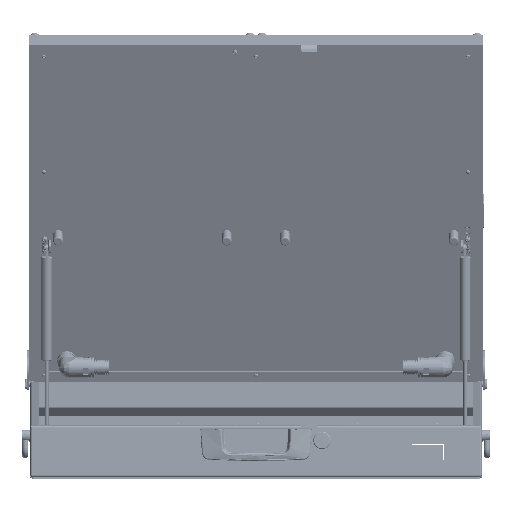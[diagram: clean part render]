
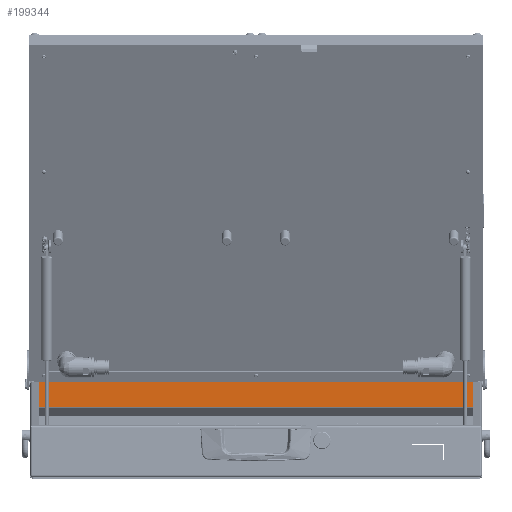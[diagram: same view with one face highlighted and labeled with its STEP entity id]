
A CAD part, top view. The second image highlights one B-rep face of the part: STEP entity #199344.
In plain terms, the highlighted planar face has unit normal (0, 0, 1).
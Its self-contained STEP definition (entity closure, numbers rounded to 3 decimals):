
#3435 = VERTEX_POINT ( 'NONE', #84865 ) ;
#3795 = VERTEX_POINT ( 'NONE', #110276 ) ;
#3886 = LINE ( 'NONE', #86677, #266772 ) ;
#11065 = CARTESIAN_POINT ( 'NONE',  ( 323., 102.414, -255. ) ) ;
#13509 = DIRECTION ( 'NONE',  ( 1., 0., 0. ) ) ;
#20962 = VECTOR ( 'NONE', #126114, 1000. ) ;
#30146 = VECTOR ( 'NONE', #13509, 1000. ) ;
#31704 = FACE_OUTER_BOUND ( 'NONE', #84256, .T. ) ;
#33028 = PLANE ( 'NONE',  #135233 ) ;
#40324 = LINE ( 'NONE', #123026, #161952 ) ;
#41962 = DIRECTION ( 'NONE',  ( 0., -1., 0. ) ) ;
#44759 = CARTESIAN_POINT ( 'NONE',  ( -323., 138.404, -255. ) ) ;
#46104 = LINE ( 'NONE', #44759, #20962 ) ;
#58454 = ORIENTED_EDGE ( 'NONE', *, *, #67445, .T. ) ;
#67445 = EDGE_CURVE ( 'NONE', #115565, #3435, #40324, .T. ) ;
#75667 = CARTESIAN_POINT ( 'NONE',  ( -323., 102.414, -255. ) ) ;
#81650 = CARTESIAN_POINT ( 'NONE',  ( -323., 138.158, -255. ) ) ;
#82336 = CARTESIAN_POINT ( 'NONE',  ( 323., 138.404, -255. ) ) ;
#84256 = EDGE_LOOP ( 'NONE', ( #136248, #183906, #241671, #204270, #58454, #169272 ) ) ;
#84865 = CARTESIAN_POINT ( 'NONE',  ( -323., 138.404, -255. ) ) ;
#86677 = CARTESIAN_POINT ( 'NONE',  ( 323., 140., -255. ) ) ;
#89430 = CARTESIAN_POINT ( 'NONE',  ( 323., 138.404, -255. ) ) ;
#92687 = DIRECTION ( 'NONE',  ( -1., 0., 0. ) ) ;
#92864 = VECTOR ( 'NONE', #165066, 1000. ) ;
#101346 = EDGE_CURVE ( 'NONE', #126790, #251932, #214697, .T. ) ;
#102735 = LINE ( 'NONE', #82336, #92864 ) ;
#110276 = CARTESIAN_POINT ( 'NONE',  ( 323., 138.158, -255. ) ) ;
#115565 = VERTEX_POINT ( 'NONE', #89430 ) ;
#123026 = CARTESIAN_POINT ( 'NONE',  ( 323., 138.404, -255. ) ) ;
#126114 = DIRECTION ( 'NONE',  ( 0., -1., 0. ) ) ;
#126790 = VERTEX_POINT ( 'NONE', #75667 ) ;
#129526 = EDGE_CURVE ( 'NONE', #115565, #3795, #102735, .T. ) ;
#135233 = AXIS2_PLACEMENT_3D ( 'NONE', #176769, #155116, #92687 ) ;
#136248 = ORIENTED_EDGE ( 'NONE', *, *, #237696, .T. ) ;
#147758 = DIRECTION ( 'NONE',  ( 0., -1., 0. ) ) ;
#155116 = DIRECTION ( 'NONE',  ( 0., 0., -1. ) ) ;
#161362 = LINE ( 'NONE', #165314, #231528 ) ;
#161952 = VECTOR ( 'NONE', #205712, 1000. ) ;
#165066 = DIRECTION ( 'NONE',  ( 0., -1., 0. ) ) ;
#165314 = CARTESIAN_POINT ( 'NONE',  ( -323., 138.404, -255. ) ) ;
#169272 = ORIENTED_EDGE ( 'NONE', *, *, #259552, .T. ) ;
#172953 = VERTEX_POINT ( 'NONE', #81650 ) ;
#176769 = CARTESIAN_POINT ( 'NONE',  ( 323., 138.404, -255. ) ) ;
#183906 = ORIENTED_EDGE ( 'NONE', *, *, #101346, .T. ) ;
#191627 = CARTESIAN_POINT ( 'NONE',  ( 323., 102.414, -255. ) ) ;
#199344 = ADVANCED_FACE ( 'NONE', ( #31704 ), #33028, .F. ) ;
#204270 = ORIENTED_EDGE ( 'NONE', *, *, #129526, .F. ) ;
#205712 = DIRECTION ( 'NONE',  ( -1., 0., 0. ) ) ;
#214697 = LINE ( 'NONE', #191627, #30146 ) ;
#231528 = VECTOR ( 'NONE', #41962, 1000. ) ;
#237696 = EDGE_CURVE ( 'NONE', #172953, #126790, #46104, .T. ) ;
#241671 = ORIENTED_EDGE ( 'NONE', *, *, #261666, .F. ) ;
#251932 = VERTEX_POINT ( 'NONE', #11065 ) ;
#259552 = EDGE_CURVE ( 'NONE', #3435, #172953, #161362, .T. ) ;
#261666 = EDGE_CURVE ( 'NONE', #3795, #251932, #3886, .T. ) ;
#266772 = VECTOR ( 'NONE', #147758, 1000. ) ;
